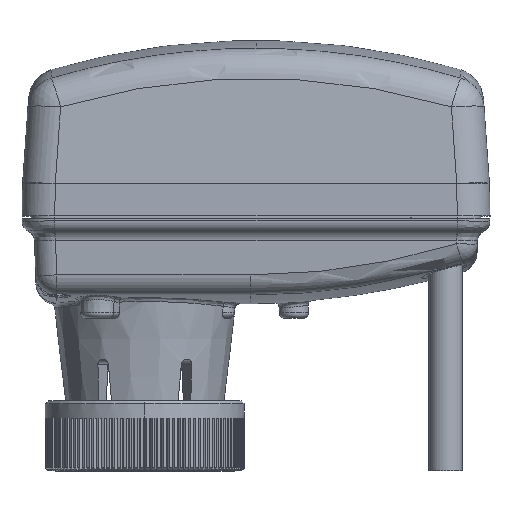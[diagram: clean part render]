
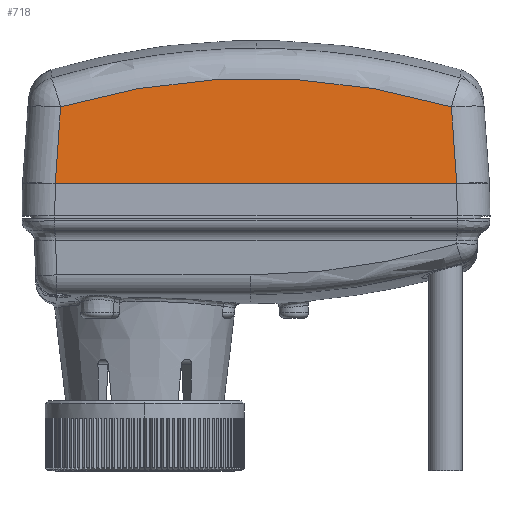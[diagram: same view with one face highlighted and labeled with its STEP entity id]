
A CAD part, top view. The second image highlights one B-rep face of the part: STEP entity #718.
In plain terms, the highlighted planar face has unit normal (0, 0.07, 0.998).
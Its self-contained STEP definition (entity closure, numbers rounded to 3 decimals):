
#341=CARTESIAN_POINT('Vertex',(-14.401,14.617,23.488)) ;
#438=CARTESIAN_POINT('Axis2P3D Location',(19.,-96.813,31.28)) ;
#442=CARTESIAN_POINT('Vertex',(52.401,14.617,23.488)) ;
#600=CARTESIAN_POINT('Line Origine',(-14.011,20.197,23.098)) ;
#604=CARTESIAN_POINT('Vertex',(-15.317,1.526,24.403)) ;
#695=CARTESIAN_POINT('Axis2P3D Location',(-20.905,1.5,24.405)) ;
#700=CARTESIAN_POINT('Line Origine',(52.859,8.072,23.945)) ;
#704=CARTESIAN_POINT('Vertex',(53.317,1.526,24.403)) ;
#707=CARTESIAN_POINT('Line Origine',(19.,1.526,24.403)) ;
#602=VECTOR('Line Direction',#601,1.) ;
#702=VECTOR('Line Direction',#701,1.) ;
#709=VECTOR('Line Direction',#708,1.) ;
#439=DIRECTION('Axis2P3D Direction',(0.,0.07,0.998)) ;
#601=DIRECTION('Vector Direction',(-0.07,-0.995,0.07)) ;
#696=DIRECTION('Axis2P3D Direction',(-0.,0.07,0.998)) ;
#697=DIRECTION('Axis2P3D XDirection',(1.,0.,0.)) ;
#701=DIRECTION('Vector Direction',(0.07,-0.995,0.07)) ;
#708=DIRECTION('Vector Direction',(-1.,0.,0.)) ;
#440=AXIS2_PLACEMENT_3D('Circle Axis2P3D',#438,#439,$) ;
#698=AXIS2_PLACEMENT_3D('Plane Axis2P3D',#695,#696,#697) ;
#603=LINE('Line',#600,#602) ;
#703=LINE('Line',#700,#702) ;
#710=LINE('Line',#707,#709) ;
#441=CIRCLE('generated circle',#440,116.589) ;
#699=PLANE('',#698) ;
#444=EDGE_CURVE('',#342,#443,#441,.F.) ;
#606=EDGE_CURVE('',#342,#605,#603,.T.) ;
#706=EDGE_CURVE('',#443,#705,#703,.T.) ;
#711=EDGE_CURVE('',#705,#605,#710,.T.) ;
#713=ORIENTED_EDGE('',*,*,#706,.F.) ;
#714=ORIENTED_EDGE('',*,*,#444,.F.) ;
#715=ORIENTED_EDGE('',*,*,#606,.T.) ;
#716=ORIENTED_EDGE('',*,*,#711,.F.) ;
#712=EDGE_LOOP('',(#713,#714,#715,#716)) ;
#342=VERTEX_POINT('',#341) ;
#443=VERTEX_POINT('',#442) ;
#605=VERTEX_POINT('',#604) ;
#705=VERTEX_POINT('',#704) ;
#718=ADVANCED_FACE('145013',(#717),#699,.T.) ;
#717=FACE_OUTER_BOUND('',#712,.T.) ;
